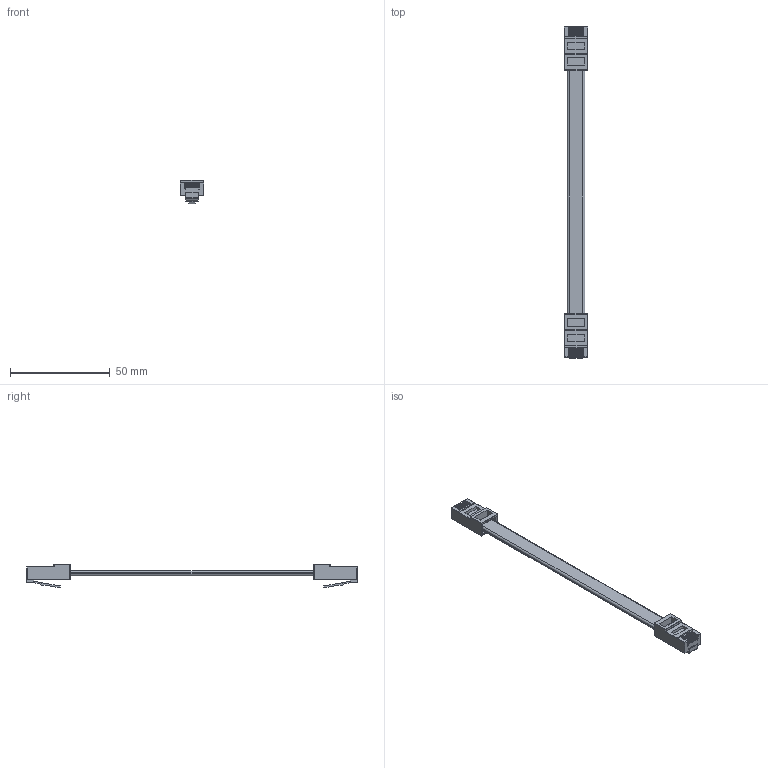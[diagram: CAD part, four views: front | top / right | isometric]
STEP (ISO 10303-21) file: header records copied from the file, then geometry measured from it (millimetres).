
FILE_DESCRIPTION (( 'STEP AP203' ), '1' );
FILE_NAME ('TDC003.STEP', '2006-06-23T20:21:19', ( 'lcom' ), ( 'lcom' ), 'SwSTEP 2.0', 'SolidWorks 2006004', '' );
FILE_SCHEMA (( 'CONFIG_CONTROL_DESIGN' ));
Length unit declared in the file: inch
Products named in the file (3): TDC003; TDB6-PROD_8 COND FLAT CABLE NO STRIP; TSP3088
Assembly tree (3 placements, depth 2):
  TDC003
    TDB6-PROD_8 COND FLAT CABLE NO STRIP
    TSP3088  x2
Bounding box: 11.68 x 166.78 x 11.96 mm (x, y, z)
Volume: 5485.4 mm3; surface area: 6389.1 mm2
Topology: 3 solids, 3 shells, 432 faces, 1128 edges, 714 vertices
Faces by surface type: plane 246, cylinder 124, bspline 34, sphere 20, torus 8
Entity records: 8464 total; most frequent: CARTESIAN_POINT 2784, ORIENTED_EDGE 1132, DIRECTION 1071, EDGE_CURVE 566, VECTOR 399, LINE 399, VERTEX_POINT 365, AXIS2_PLACEMENT_3D 336
